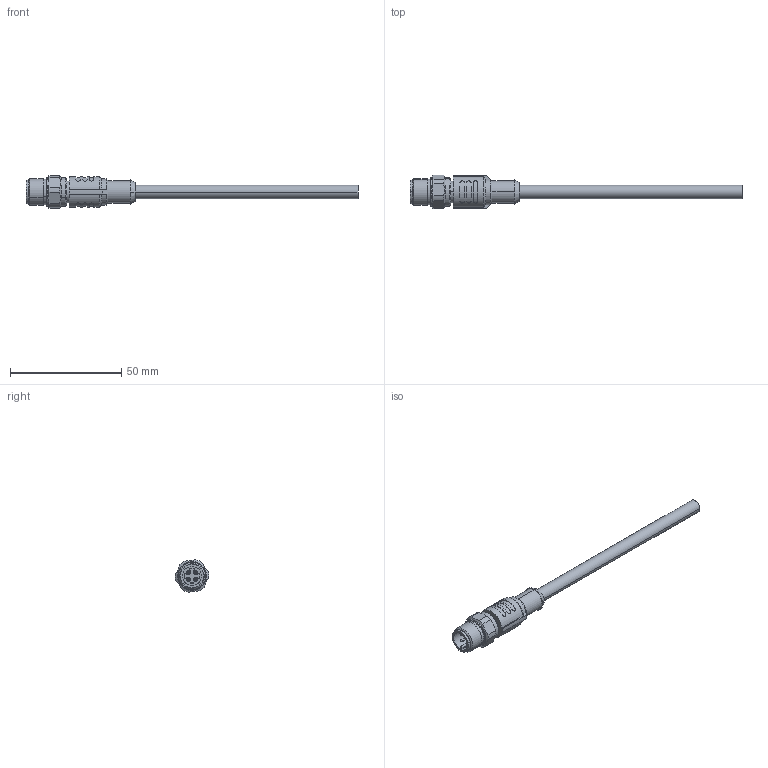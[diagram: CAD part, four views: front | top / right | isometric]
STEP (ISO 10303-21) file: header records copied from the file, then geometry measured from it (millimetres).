
FILE_DESCRIPTION((''),'2;1');
FILE_NAME('EWDZ3-M-P00_ASM','2019-03-27T',('xin.jin'),(''),'PRO/ENGINEER BY PARAMETRIC TECHNOLOGY CORPORATION, 2012060','PRO/ENGINEER BY PARAMETRIC TECHNOLOGY CORPORATION, 2012060','');
FILE_SCHEMA(('AUTOMOTIVE_DESIGN { 1 0 10303 214 1 1 1 1 }'));
Length unit declared in the file: millimetre
Products named in the file (1): EWDZ3-M-P00_ASM
Bounding box: 148.9 x 15 x 14.59 mm (x, y, z)
Volume: 8029.9 mm3; surface area: 5789.1 mm2
Topology: 1 solids, 9 shells, 307 faces, 802 edges, 529 vertices
Faces by surface type: cylinder 143, plane 138, cone 20, sphere 6
Entity records: 9923 total; most frequent: CARTESIAN_POINT 2054, DIRECTION 1722, ORIENTED_EDGE 1588, EDGE_CURVE 794, AXIS2_PLACEMENT_3D 675, VERTEX_POINT 529, VECTOR 372, LINE 372
